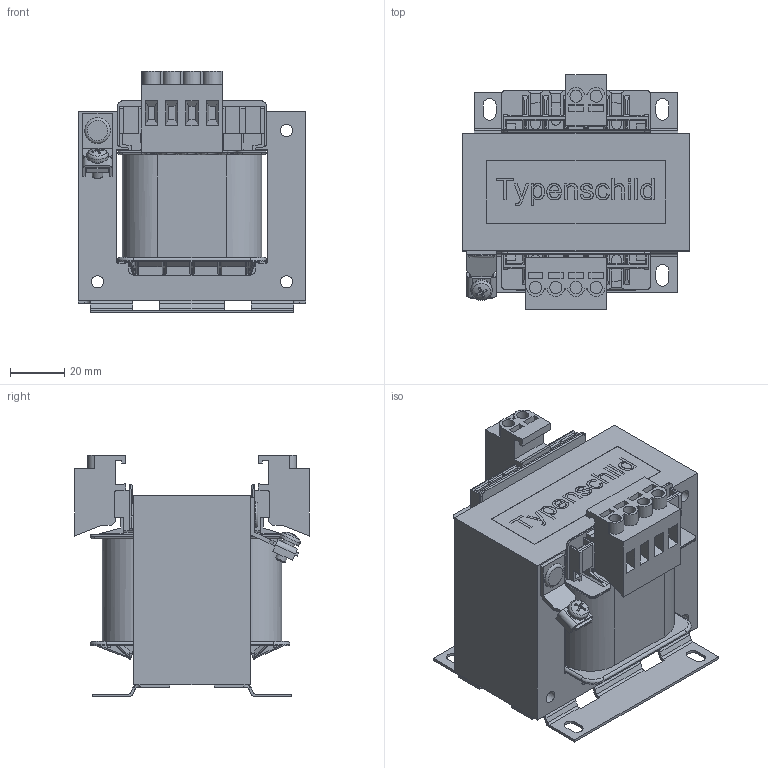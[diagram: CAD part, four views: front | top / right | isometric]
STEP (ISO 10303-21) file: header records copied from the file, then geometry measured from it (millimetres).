
FILE_DESCRIPTION(/* description */ (''),/* implementation_level */ '2;1');
FILE_NAME(/* name */ 'STEN_STEZ0.1.stp',/* time_stamp */ '2020-05-05T16:31:46+02:00',/* author */ ('TrapT'),/* organization */ (''),/* preprocessor_version */ 'ST-DEVELOPER v17.2',/* originating_system */ 'Autodesk Inventor 2019',/* authorisation */ '');
FILE_SCHEMA (('AUTOMOTIVE_DESIGN { 1 0 10303 214 3 1 1 }'));
Length unit declared in the file: millimetre
Products named in the file (1): Bauteil1
Bounding box: 84.3 x 86.9 x 89.5 mm (x, y, z)
Volume: 315623.1 mm3; surface area: 75274.6 mm2
Topology: 1 solids, 1 shells, 1393 faces, 3958 edges, 2591 vertices
Faces by surface type: plane 994, cylinder 263, bspline 96, torus 28, cone 11, sphere 1
Full cylindrical faces by diameter (mm): 4 x1, 4.5 x10, 5 x1, 9.5 x1
Entity records: 48371 total; most frequent: CARTESIAN_POINT 10790, ORIENTED_EDGE 7914, DIRECTION 6937, EDGE_CURVE 3957, LINE 3077, VECTOR 3077, VERTEX_POINT 2591, AXIS2_PLACEMENT_3D 1930
